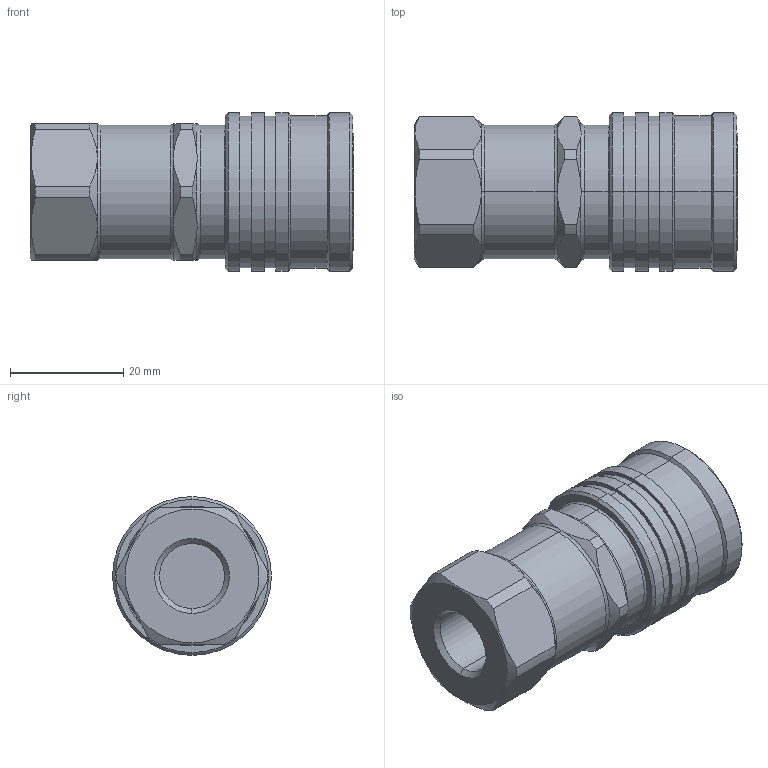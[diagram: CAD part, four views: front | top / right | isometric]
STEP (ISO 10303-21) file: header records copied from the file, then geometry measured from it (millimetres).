
FILE_DESCRIPTION (( 'STEP AP214' ), '1' );
FILE_NAME ('IB2510 V.STEP', '2015-09-02T08:50:38', ( 'admin' ), ( 'Microsoft' ), 'SwSTEP 2.0', 'SolidWorks 2009', '' );
FILE_SCHEMA (( 'AUTOMOTIVE_DESIGN' ));
Length unit declared in the file: millimetre
Products named in the file (1): IB2510 V
Bounding box: 57 x 28 x 28 mm (x, y, z)
Volume: 23747.9 mm3; surface area: 9220.4 mm2
Topology: 2 solids, 2 shells, 249 faces, 659 edges, 403 vertices
Faces by surface type: cone 85, cylinder 73, bspline 54, plane 37
Entity records: 10423 total; most frequent: CARTESIAN_POINT 4631, ORIENTED_EDGE 1286, DIRECTION 1150, EDGE_CURVE 643, AXIS2_PLACEMENT_3D 492, VERTEX_POINT 403, CIRCLE 296, EDGE_LOOP 270
